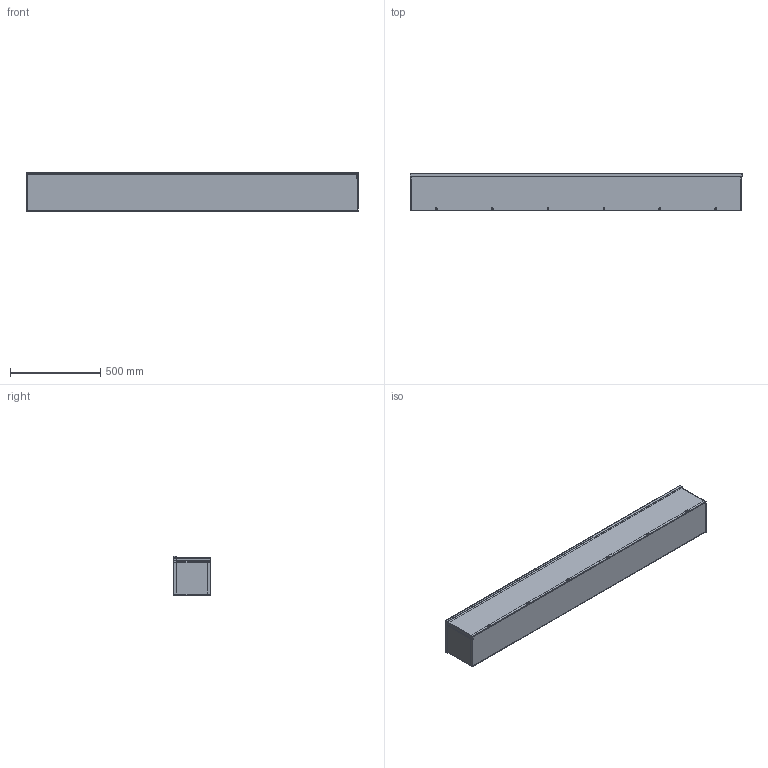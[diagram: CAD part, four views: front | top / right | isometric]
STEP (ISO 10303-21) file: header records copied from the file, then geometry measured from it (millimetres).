
FILE_DESCRIPTION(/* description */ ('RSCG, NK, NEMA 3R, CS, BLR, 8X8X72'),/* implementation_level */ '2;1');
FILE_NAME(/* name */ 'RSCG080872NK.stp',/* time_stamp */ '2015-07-02T15:39:21+05:00',/* author */ ('vdas'),/* organization */ (''),/* preprocessor_version */ 'ST-DEVELOPER v15.2',/* originating_system */ 'Autodesk Inventor 2014',/* authorisation */ '');
FILE_SCHEMA (('AUTOMOTIVE_DESIGN { 1 0 10303 214 3 1 1 }'));
Length unit declared in the file: inch
Products named in the file (8): RSCG080872NKBLR; RSCG0872NKBTM; RSCG0872NKCAP; RSCG72NKSTRAP; RSCG0872NKLID; 31813; HFW372196; RSCG080872NK
Bounding box: 1838.33 x 206.36 x 217.5 mm (x, y, z)
Volume: 2832793.2 mm3; surface area: 3636653.3 mm2
Topology: 17 solids, 17 shells, 843 faces, 2313 edges, 1530 vertices
Faces by surface type: plane 376, cylinder 281, cone 92, torus 52, bspline 42
Full cylindrical faces by diameter (mm): 3.68 x12, 4.826 x96, 6.35 x9, 7.144 x4, 7.925 x6, 10.516 x6
Entity records: 18005 total; most frequent: CARTESIAN_POINT 6402, ORIENTED_EDGE 2280, DIRECTION 2262, EDGE_CURVE 1140, AXIS2_PLACEMENT_3D 838, VERTEX_POINT 741, LINE 586, VECTOR 586
